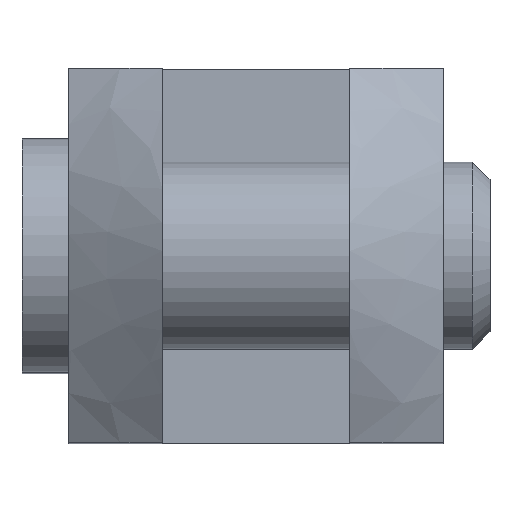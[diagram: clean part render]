
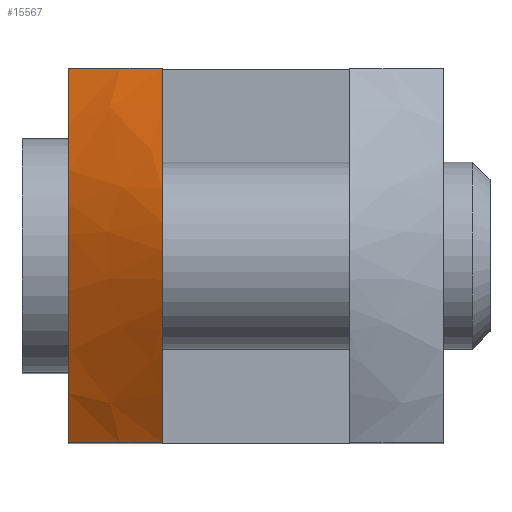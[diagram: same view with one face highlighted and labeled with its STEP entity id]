
A CAD part, top view. The second image highlights one B-rep face of the part: STEP entity #15567.
In plain terms, the highlighted conical face has half-angle 60 degrees and reference radius 866.025 mm.
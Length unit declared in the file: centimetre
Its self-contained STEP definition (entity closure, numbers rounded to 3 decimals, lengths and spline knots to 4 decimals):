
#14=CONICAL_SURFACE($,#15787,86.6025,1.047);
#28=(
BOUNDED_CURVE()
B_SPLINE_CURVE(2,(#32745,#32746,#32747),.UNSPECIFIED.,.F.,.F.)
B_SPLINE_CURVE_WITH_KNOTS((3,3),(15.3307,17.8168),
 .UNSPECIFIED.)
CURVE()
GEOMETRIC_REPRESENTATION_ITEM()
RATIONAL_B_SPLINE_CURVE((3.686,3.522,3.234))
REPRESENTATION_ITEM($)
);
#29=(
BOUNDED_CURVE()
B_SPLINE_CURVE(2,(#32749,#32750,#32751),.UNSPECIFIED.,.F.,.F.)
B_SPLINE_CURVE_WITH_KNOTS((3,3),(3.6459,18.4964),
 .UNSPECIFIED.)
CURVE()
GEOMETRIC_REPRESENTATION_ITEM()
RATIONAL_B_SPLINE_CURVE((4.097,9.161,4.097))
REPRESENTATION_ITEM($)
);
#30=(
BOUNDED_CURVE()
B_SPLINE_CURVE(2,(#32753,#32754,#32755),.UNSPECIFIED.,.F.,.F.)
B_SPLINE_CURVE_WITH_KNOTS((3,3),(6.2556,8.7418),
 .UNSPECIFIED.)
CURVE()
GEOMETRIC_REPRESENTATION_ITEM()
RATIONAL_B_SPLINE_CURVE((3.234,3.522,3.686))
REPRESENTATION_ITEM($)
);
#31=(
BOUNDED_CURVE()
B_SPLINE_CURVE(2,(#32756,#32757,#32758),.UNSPECIFIED.,.F.,.F.)
B_SPLINE_CURVE_WITH_KNOTS((3,3),(6.2555,17.8166),
 .UNSPECIFIED.)
CURVE()
GEOMETRIC_REPRESENTATION_ITEM()
RATIONAL_B_SPLINE_CURVE((3.234,4.574,3.234))
REPRESENTATION_ITEM($)
);
#1106=FACE_OUTER_BOUND($,#1985,.T.);
#1985=EDGE_LOOP($,(#13919,#13920,#13921,#13922));
#6915=VERTEX_POINT($,#32743);
#6916=VERTEX_POINT($,#32744);
#6917=VERTEX_POINT($,#32748);
#6918=VERTEX_POINT($,#32752);
#9251=EDGE_CURVE($,#6915,#6916,#28,.T.);
#9252=EDGE_CURVE($,#6917,#6915,#29,.T.);
#9253=EDGE_CURVE($,#6918,#6917,#30,.T.);
#9254=EDGE_CURVE($,#6916,#6918,#31,.F.);
#13919=ORIENTED_EDGE($,*,*,#9251,.F.);
#13920=ORIENTED_EDGE($,*,*,#9252,.F.);
#13921=ORIENTED_EDGE($,*,*,#9253,.F.);
#13922=ORIENTED_EDGE($,*,*,#9254,.F.);
#15567=ADVANCED_FACE($,(#1106),#14,.T.);
#15787=AXIS2_PLACEMENT_3D($,#32742,#17179,#17180);
#17179=DIRECTION('center_axis',(0.,0.,-1.));
#17180=DIRECTION('ref_axis',(1.,0.,0.));
#32742=CARTESIAN_POINT('Origin',(0.,0.,-43.0381));
#32743=CARTESIAN_POINT('',(-0.8,-1.6,5.9291));
#32744=CARTESIAN_POINT('',(-1.6,-1.6,5.6555));
#32745=CARTESIAN_POINT('Ctrl Pts',(-0.8,-1.6,5.9291));
#32746=CARTESIAN_POINT('Ctrl Pts',(-1.1532,-1.6,5.8379));
#32747=CARTESIAN_POINT('Ctrl Pts',(-1.6,-1.6,5.6555));
#32748=CARTESIAN_POINT('',(-0.8,1.6,5.9291));
#32749=CARTESIAN_POINT('Ctrl Pts',(-0.8,1.6,
5.9291));
#32750=CARTESIAN_POINT('Ctrl Pts',(-0.8,0.,
6.7553));
#32751=CARTESIAN_POINT('Ctrl Pts',(-0.8,-1.6,
5.9291));
#32752=CARTESIAN_POINT('',(-1.6,1.6,5.6555));
#32753=CARTESIAN_POINT('Ctrl Pts',(-1.6,1.6,5.6555));
#32754=CARTESIAN_POINT('Ctrl Pts',(-1.1532,1.6,5.8379));
#32755=CARTESIAN_POINT('Ctrl Pts',(-0.8,1.6,5.9291));
#32756=CARTESIAN_POINT('Ctrl Pts',(-1.6,1.6,5.6555));
#32757=CARTESIAN_POINT('Ctrl Pts',(-1.6,0.,6.3087));
#32758=CARTESIAN_POINT('Ctrl Pts',(-1.6,-1.6,5.6555));
